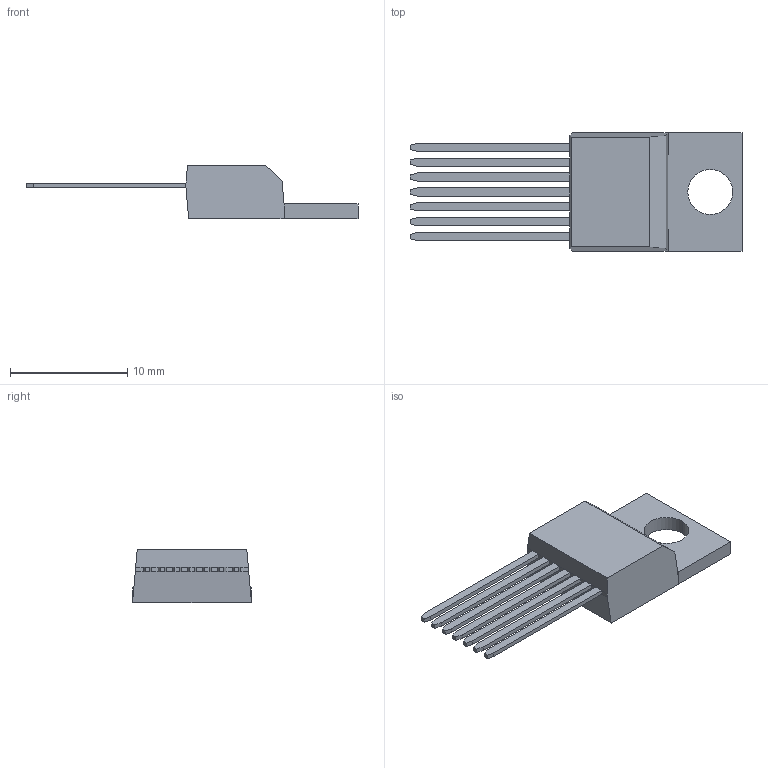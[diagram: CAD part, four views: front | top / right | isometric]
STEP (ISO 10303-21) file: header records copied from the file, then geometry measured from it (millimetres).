
FILE_DESCRIPTION((''),'2;1');
FILE_NAME('KC0007A_ASM','2018-12-11T14:23:21',('a0412086'),(''),'CREO PARAMETRIC BY PTC INC, 2017110','CREO PARAMETRIC BY PTC INC, 2017110','');
FILE_SCHEMA(('AUTOMOTIVE_DESIGN { 1 0 10303 214 1 1 1 1 }'));
Length unit declared in the file: millimetre
Products named in the file (4): HEATSINK; BODY; PIN; KC0007A_ASM
Assembly tree (9 placements, depth 2):
  KC0007A_ASM
    HEATSINK
    BODY
    PIN  x7
Bounding box: 28.36 x 10.16 x 4.57 mm (x, y, z)
Volume: 450.1 mm3; surface area: 825.7 mm2
Topology: 9 solids, 9 shells, 125 faces, 291 edges, 184 vertices
Faces by surface type: plane 123, cylinder 2
Entity records: 3215 total; most frequent: CARTESIAN_POINT 437, DIRECTION 419, ORIENTED_EDGE 366, PRESENTATION_STYLE_ASSIGNMENT 186, STYLED_ITEM 186, CURVE_STYLE 183, EDGE_CURVE 183, VECTOR 179
